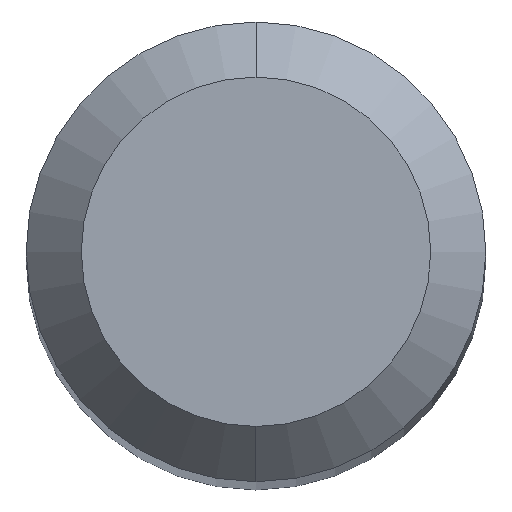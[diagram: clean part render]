
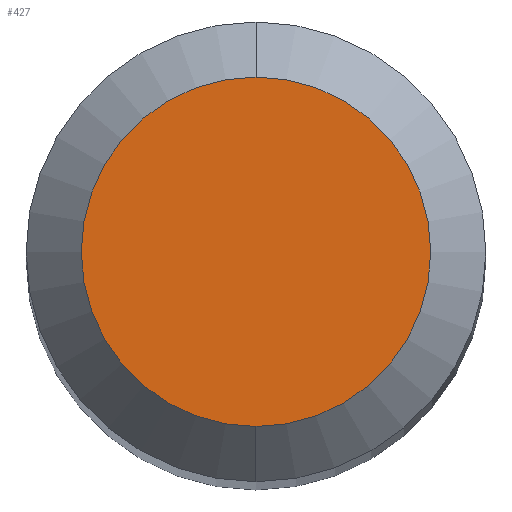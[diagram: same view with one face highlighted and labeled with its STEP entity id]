
A CAD part, top view. The second image highlights one B-rep face of the part: STEP entity #427.
In plain terms, the highlighted planar face has unit normal (0, 0, 1).
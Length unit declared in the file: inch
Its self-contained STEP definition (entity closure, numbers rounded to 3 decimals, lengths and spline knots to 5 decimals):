
#37 = PLANE ( 'NONE',  #467 ) ;
#43 = CARTESIAN_POINT ( 'NONE',  ( 0., 0., 0. ) ) ;
#74 = DIRECTION ( 'NONE',  ( 0., 0., -1. ) ) ;
#96 = EDGE_LOOP ( 'NONE', ( #307, #441 ) ) ;
#114 = FACE_OUTER_BOUND ( 'NONE', #96, .T. ) ;
#125 = DIRECTION ( 'NONE',  ( 0., 0., 1. ) ) ;
#126 = DIRECTION ( 'NONE',  ( 0., -1., 0. ) ) ;
#152 = EDGE_CURVE ( 'NONE', #186, #484, #285, .T. ) ;
#186 = VERTEX_POINT ( 'NONE', #309 ) ;
#203 = CARTESIAN_POINT ( 'NONE',  ( 0., 0., 0. ) ) ;
#207 = DIRECTION ( 'NONE',  ( 0., -1., 0. ) ) ;
#226 = AXIS2_PLACEMENT_3D ( 'NONE', #203, #125, #207 ) ;
#246 = DIRECTION ( 'NONE',  ( 0., 0., 1. ) ) ;
#285 = CIRCLE ( 'NONE', #447, 0.0475 ) ;
#307 = ORIENTED_EDGE ( 'NONE', *, *, #507, .T. ) ;
#309 = CARTESIAN_POINT ( 'NONE',  ( 0., -0.0475, 0. ) ) ;
#397 = DIRECTION ( 'NONE',  ( 0., 1., 0. ) ) ;
#399 = CARTESIAN_POINT ( 'NONE',  ( 0., 0.0475, 0. ) ) ;
#426 = CARTESIAN_POINT ( 'NONE',  ( 0., 0.0475, 0. ) ) ;
#427 = ADVANCED_FACE ( 'NONE', ( #114 ), #37, .F. ) ;
#438 = CIRCLE ( 'NONE', #226, 0.0475 ) ;
#441 = ORIENTED_EDGE ( 'NONE', *, *, #152, .T. ) ;
#447 = AXIS2_PLACEMENT_3D ( 'NONE', #43, #246, #126 ) ;
#467 = AXIS2_PLACEMENT_3D ( 'NONE', #426, #74, #397 ) ;
#484 = VERTEX_POINT ( 'NONE', #399 ) ;
#507 = EDGE_CURVE ( 'NONE', #484, #186, #438, .T. ) ;
